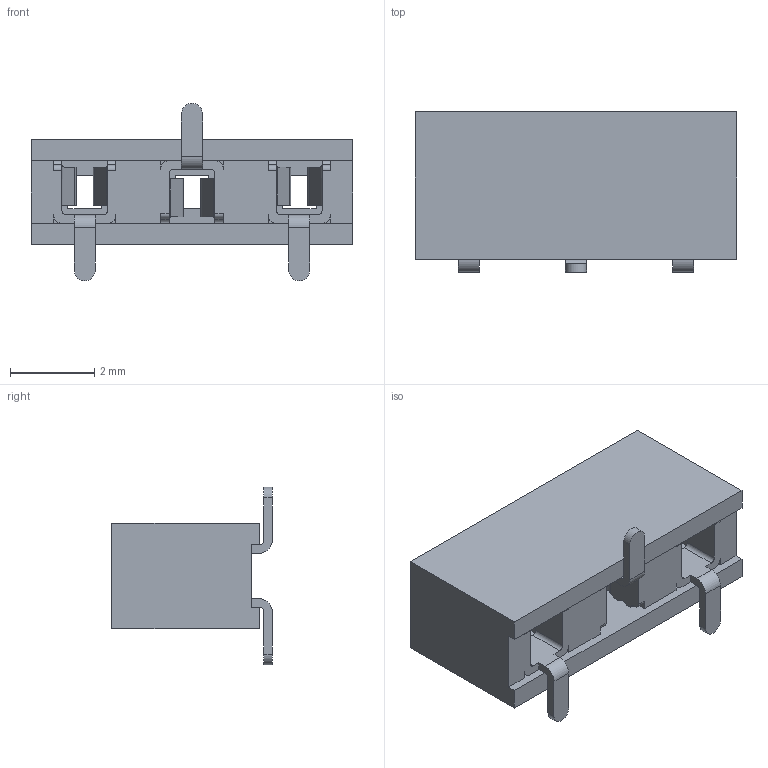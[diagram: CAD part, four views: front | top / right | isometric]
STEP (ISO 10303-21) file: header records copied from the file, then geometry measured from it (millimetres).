
FILE_DESCRIPTION(/* description */ (''),/* implementation_level */ '2;1');
FILE_NAME(/* name */ '46-3492-03-1-xx-00-xx.stp',/* time_stamp */ '2025-10-16T09:40:53+02:00',/* author */ ('andreas.larin'),/* organization */ (''),/* preprocessor_version */ 'ST-DEVELOPER v20',/* originating_system */ 'Autodesk Inventor 2025',/* authorisation */ '');
FILE_SCHEMA (('AUTOMOTIVE_DESIGN { 1 0 10303 214 3 1 1 }'));
Length unit declared in the file: millimetre
Products named in the file (1): 46-3492-03-1-xx-00-xx
Bounding box: 7.62 x 3.8 x 4.2 mm (x, y, z)
Volume: 48.9 mm3; surface area: 197.7 mm2
Topology: 1 solids, 1 shells, 265 faces, 795 edges, 520 vertices
Faces by surface type: plane 154, cylinder 111
Entity records: 9578 total; most frequent: CARTESIAN_POINT 1869, ORIENTED_EDGE 1602, DIRECTION 1543, EDGE_CURVE 801, LINE 555, VECTOR 555, VERTEX_POINT 520, AXIS2_PLACEMENT_3D 494
